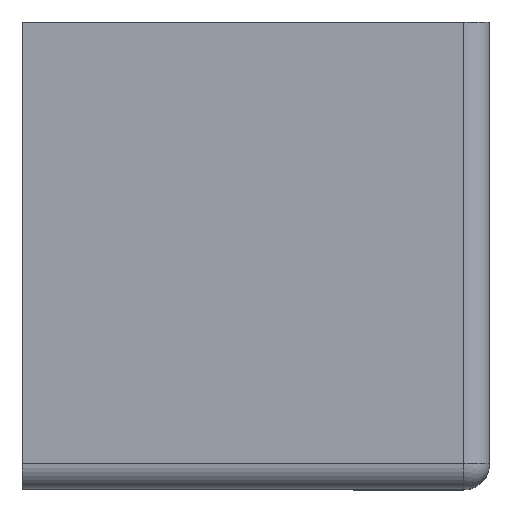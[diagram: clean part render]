
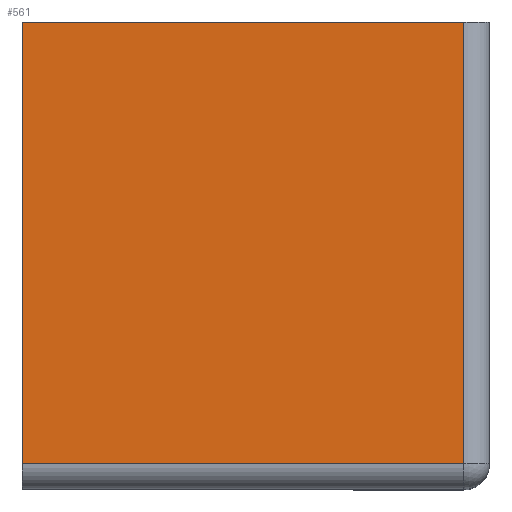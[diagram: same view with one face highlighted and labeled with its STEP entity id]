
A CAD part, top view. The second image highlights one B-rep face of the part: STEP entity #561.
In plain terms, the highlighted planar face has unit normal (0, 0, 1).
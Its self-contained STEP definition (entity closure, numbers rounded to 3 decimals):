
#27=PLANE('',#623);
#64=FACE_OUTER_BOUND('',#100,.T.);
#100=EDGE_LOOP('',(#462,#463,#464,#465));
#175=LINE('',#1072,#227);
#176=LINE('',#1074,#228);
#177=LINE('',#1076,#229);
#178=LINE('',#1077,#230);
#227=VECTOR('',#742,1000.);
#228=VECTOR('',#743,1000.);
#229=VECTOR('',#744,1000.);
#230=VECTOR('',#745,1000.);
#294=VERTEX_POINT('',#1070);
#295=VERTEX_POINT('',#1071);
#296=VERTEX_POINT('',#1073);
#297=VERTEX_POINT('',#1075);
#362=EDGE_CURVE('',#294,#295,#175,.T.);
#363=EDGE_CURVE('',#295,#296,#176,.T.);
#364=EDGE_CURVE('',#297,#296,#177,.T.);
#365=EDGE_CURVE('',#294,#297,#178,.T.);
#462=ORIENTED_EDGE('',*,*,#362,.T.);
#463=ORIENTED_EDGE('',*,*,#363,.T.);
#464=ORIENTED_EDGE('',*,*,#364,.F.);
#465=ORIENTED_EDGE('',*,*,#365,.F.);
#561=ADVANCED_FACE('',(#64),#27,.T.);
#623=AXIS2_PLACEMENT_3D('',#1069,#740,#741);
#740=DIRECTION('center_axis',(0.,0.,
1.));
#741=DIRECTION('ref_axis',(0.,-1.,0.));
#742=DIRECTION('',(1.,0.,0.));
#743=DIRECTION('',(0.,1.,0.));
#744=DIRECTION('',(1.,0.,0.));
#745=DIRECTION('',(0.,1.,0.));
#1069=CARTESIAN_POINT('Origin',(0.,-2.,
2.));
#1070=CARTESIAN_POINT('',(0.,0.5,2.));
#1071=CARTESIAN_POINT('',(42.5,0.5,2.));
#1072=CARTESIAN_POINT('',(0.,0.5,2.));
#1073=CARTESIAN_POINT('',(42.5,43.,2.));
#1074=CARTESIAN_POINT('',(42.5,-2.,2.));
#1075=CARTESIAN_POINT('',(0.,43.,2.));
#1076=CARTESIAN_POINT('',(0.,43.,2.));
#1077=CARTESIAN_POINT('',(0.,-2.,2.));
